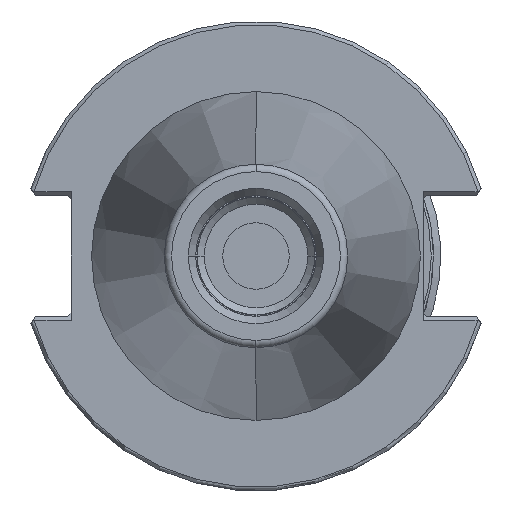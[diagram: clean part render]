
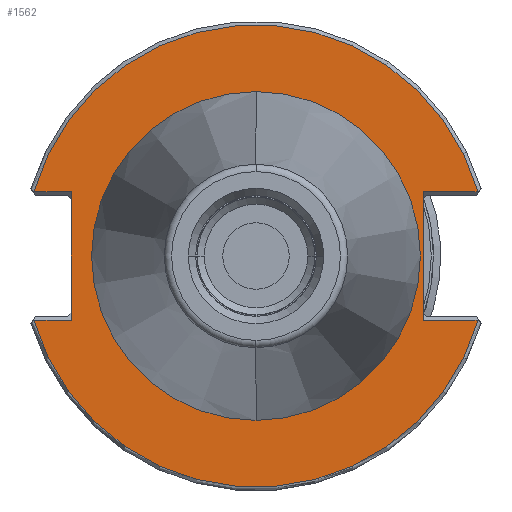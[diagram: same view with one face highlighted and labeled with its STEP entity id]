
A CAD part, left-side view. The second image highlights one B-rep face of the part: STEP entity #1562.
In plain terms, the highlighted planar face has unit normal (-1, 0, 0).
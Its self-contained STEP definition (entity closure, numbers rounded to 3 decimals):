
#116=CARTESIAN_POINT('',(3.175,0.,0.));
#117=DIRECTION('',(1.,0.,0.));
#118=DIRECTION('',(0.,1.,0.));
#119=AXIS2_PLACEMENT_3D('',#116,#117,#118);
#121=CARTESIAN_POINT('',(3.175,0.,0.));
#122=DIRECTION('',(1.,0.,0.));
#123=DIRECTION('',(0.,-1.,0.));
#124=AXIS2_PLACEMENT_3D('',#121,#122,#123);
#126=DIRECTION('',(0.,-1.,0.));
#127=VECTOR('',#126,5.017);
#128=CARTESIAN_POINT('',(3.175,30.017,8.69));
#129=LINE('',#128,#127);
#130=DIRECTION('',(0.,-1.,0.));
#131=VECTOR('',#130,7.417);
#132=CARTESIAN_POINT('',(3.175,-22.6,8.69));
#133=LINE('',#132,#131);
#134=DIRECTION('',(0.,1.,0.));
#135=VECTOR('',#134,7.417);
#136=CARTESIAN_POINT('',(3.175,-30.017,-8.69));
#137=LINE('',#136,#135);
#138=DIRECTION('',(0.,1.,0.));
#139=VECTOR('',#138,5.017);
#140=CARTESIAN_POINT('',(3.175,25.,-8.69));
#141=LINE('',#140,#139);
#168=DIRECTION('',(0.,0.,-1.));
#169=VECTOR('',#168,17.38);
#170=CARTESIAN_POINT('',(3.175,25.,8.69));
#171=LINE('',#170,#169);
#274=DIRECTION('',(0.,0.,1.));
#275=VECTOR('',#274,17.38);
#276=CARTESIAN_POINT('',(3.175,-22.6,-8.69));
#277=LINE('',#276,#275);
#346=CARTESIAN_POINT('',(3.175,0.,0.));
#347=DIRECTION('',(-1.,0.,0.));
#348=DIRECTION('',(0.,-0.961,0.278));
#349=AXIS2_PLACEMENT_3D('',#346,#347,#348);
#730=CARTESIAN_POINT('',(3.175,0.,0.));
#731=DIRECTION('',(-1.,0.,0.));
#732=DIRECTION('',(0.,0.961,-0.278));
#733=AXIS2_PLACEMENT_3D('',#730,#731,#732);
#1185=CARTESIAN_POINT('',(3.175,22.2,0.));
#1186=CARTESIAN_POINT('',(3.175,-22.2,0.));
#1187=VERTEX_POINT('',#1185);
#1188=VERTEX_POINT('',#1186);
#1241=CARTESIAN_POINT('',(3.175,30.017,8.69));
#1242=CARTESIAN_POINT('',(3.175,25.,8.69));
#1243=VERTEX_POINT('',#1241);
#1244=VERTEX_POINT('',#1242);
#1249=CARTESIAN_POINT('',(3.175,25.,-8.69));
#1250=CARTESIAN_POINT('',(3.175,30.017,-8.69));
#1251=VERTEX_POINT('',#1249);
#1252=VERTEX_POINT('',#1250);
#1257=CARTESIAN_POINT('',(3.175,-22.6,8.69));
#1258=CARTESIAN_POINT('',(3.175,-30.017,8.69));
#1259=VERTEX_POINT('',#1257);
#1260=VERTEX_POINT('',#1258);
#1265=CARTESIAN_POINT('',(3.175,-30.017,
-8.69));
#1266=CARTESIAN_POINT('',(3.175,-22.6,-8.69));
#1267=VERTEX_POINT('',#1265);
#1268=VERTEX_POINT('',#1266);
#1535=CARTESIAN_POINT('',(3.175,0.,0.));
#1536=DIRECTION('',(1.,0.,0.));
#1537=DIRECTION('',(0.,0.,1.));
#1538=AXIS2_PLACEMENT_3D('',#1535,#1536,#1537);
#1539=PLANE('',#1538);
#1541=ORIENTED_EDGE('',*,*,#1540,.F.);
#1543=ORIENTED_EDGE('',*,*,#1542,.F.);
#1545=ORIENTED_EDGE('',*,*,#1544,.F.);
#1547=ORIENTED_EDGE('',*,*,#1546,.F.);
#1549=ORIENTED_EDGE('',*,*,#1548,.F.);
#1551=ORIENTED_EDGE('',*,*,#1550,.F.);
#1553=ORIENTED_EDGE('',*,*,#1552,.F.);
#1555=ORIENTED_EDGE('',*,*,#1554,.F.);
#1556=EDGE_LOOP('',(#1541,#1543,#1545,#1547,#1549,#1551,#1553,#1555));
#1557=FACE_OUTER_BOUND('',#1556,.F.);
#1558=ORIENTED_EDGE('',*,*,#1488,.F.);
#1559=ORIENTED_EDGE('',*,*,#1503,.F.);
#1560=EDGE_LOOP('',(#1558,#1559));
#1561=FACE_BOUND('',#1560,.F.);
#1562=ADVANCED_FACE('',(#1557,#1561),#1539,.F.);
#120=CIRCLE('',#119,22.2);
#125=CIRCLE('',#124,22.2);
#350=CIRCLE('',#349,31.25);
#734=CIRCLE('',#733,31.25);
#1488=EDGE_CURVE('',#1187,#1188,#120,.T.);
#1503=EDGE_CURVE('',#1188,#1187,#125,.T.);
#1540=EDGE_CURVE('',#1243,#1244,#129,.T.);
#1542=EDGE_CURVE('',#1260,#1243,#350,.T.);
#1544=EDGE_CURVE('',#1259,#1260,#133,.T.);
#1546=EDGE_CURVE('',#1268,#1259,#277,.T.);
#1548=EDGE_CURVE('',#1267,#1268,#137,.T.);
#1550=EDGE_CURVE('',#1252,#1267,#734,.T.);
#1552=EDGE_CURVE('',#1251,#1252,#141,.T.);
#1554=EDGE_CURVE('',#1244,#1251,#171,.T.);
